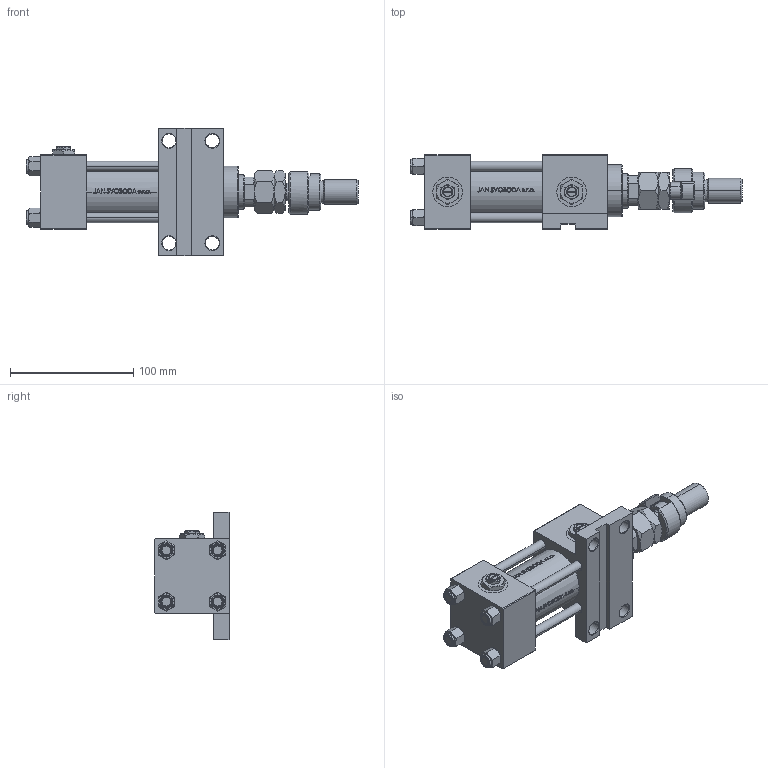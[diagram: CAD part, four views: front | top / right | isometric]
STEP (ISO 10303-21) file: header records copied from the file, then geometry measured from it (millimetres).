
FILE_DESCRIPTION (( 'STEP AP203' ), '1' );
FILE_NAME ('7a06.STEP', '2023-08-23T18:29:20', ( '' ), ( '' ), 'SwSTEP 2.0', 'SolidWorks 2019', '' );
FILE_SCHEMA (( 'CONFIG_CONTROL_DESIGN' ));
Length unit declared in the file: millimetre
Products named in the file (10): V215CR_F_Body 1d0bd93e2ebf1035f61092aa45951dda; V215CR_VCP_F 1d0bd93e2ebf1035f61092aa45951dda; NUT_M5_F 1d0bd93e2ebf1035f61092aa45951dda; V215_VC_A 1d0bd93e2ebf1035f61092aa45951dda; Zatka_pro_OIL_PORT 1d0bd93e2ebf1035f61092aa45951dda; DFA 1d0bd93e2ebf1035f61092aa45951dda; V215CR_F_TYCINKA 1d0bd93e2ebf1035f61092aa45951dda; 7a06; FEMALE_PART_FOR_DFA 1d0bd93e2ebf1035f61092aa45951dda; MFA 1d0bd93e2ebf1035f61092aa45951dda
Assembly tree (16 placements, depth 3):
  7a06
    V215CR_F_Body 1d0bd93e2ebf1035f61092aa45951dda
    V215CR_VCP_F 1d0bd93e2ebf1035f61092aa45951dda
    V215CR_F_TYCINKA 1d0bd93e2ebf1035f61092aa45951dda  x4
    NUT_M5_F 1d0bd93e2ebf1035f61092aa45951dda  x4
    V215_VC_A 1d0bd93e2ebf1035f61092aa45951dda
    DFA 1d0bd93e2ebf1035f61092aa45951dda
      FEMALE_PART_FOR_DFA 1d0bd93e2ebf1035f61092aa45951dda
      MFA 1d0bd93e2ebf1035f61092aa45951dda
    Zatka_pro_OIL_PORT 1d0bd93e2ebf1035f61092aa45951dda  x2
Bounding box: 269 x 60 x 103 mm (x, y, z)
Volume: 490680.4 mm3; surface area: 133867.6 mm2
Topology: 15 solids, 15 shells, 1300 faces, 3262 edges, 2090 vertices
Faces by surface type: plane 512, bspline 380, cone 234, cylinder 162, torus 12
Entity records: 53505 total; most frequent: CARTESIAN_POINT 27608, ORIENTED_EDGE 5824, DIRECTION 3825, EDGE_CURVE 2912, VERTEX_POINT 1888, VECTOR 1423, LINE 1423, EDGE_LOOP 1258
